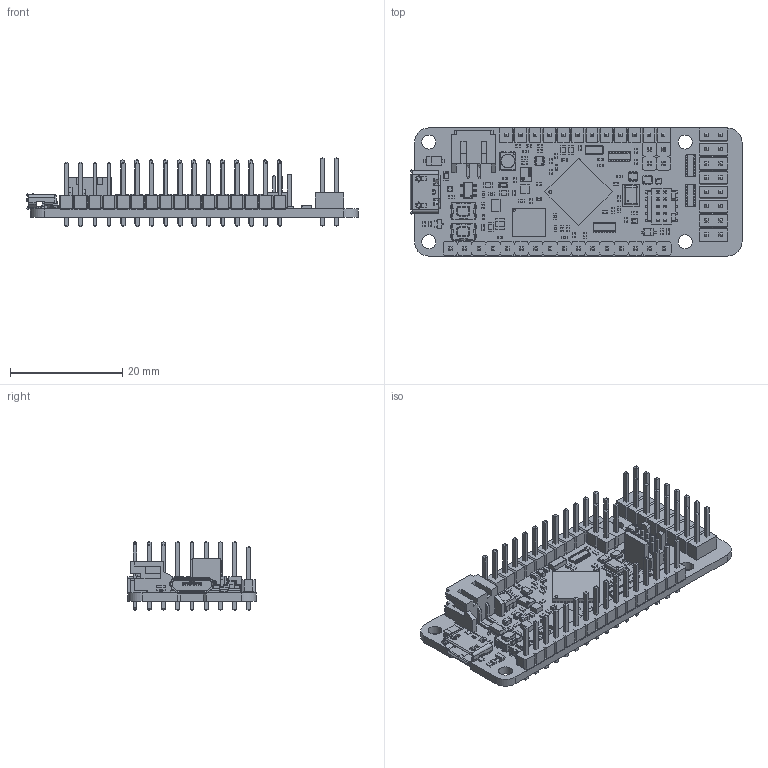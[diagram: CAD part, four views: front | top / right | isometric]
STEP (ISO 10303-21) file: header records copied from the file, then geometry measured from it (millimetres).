
FILE_DESCRIPTION(('KiCad electronic assembly'),'2;1');
FILE_NAME('quickfeather-board.step','2026-02-09T15:54:16',('Pcbnew'),( 'Kicad'),'Open CASCADE STEP processor 7.8','KiCad to STEP converter' ,'Unknown');
FILE_SCHEMA(('AUTOMOTIVE_DESIGN { 1 0 10303 214 1 1 1 1 }'));
Length unit declared in the file: millimetre
Products named in the file (65): quickfeather-board 1; LP2985-33DBVR; Body; PinsArrayL; PinsArrayR; SOD123; R_0402_1005Metric; LED_0603_1608Metric; C_0402_1005Metric; SOT-3; FRAME; SOLID; BODY; C_0603_1608Metric; PinHeader_1x16_P2.54mm_Drill1.1mm; 61301611121; 6130xx11121_PIN; Conn_JST_PH_1x2_S2B-PH-SM4-TB-LF-SN; PinHeader_2x5_P1.27mm_SMD_Latch; _FTSH-105-01-L-DV-K_body; _FTSH-105-01-L-DV-K_pins1; _FTSH-105-01-L-DV-K_pins2; SW_KMR211NGLFS_SMD; Button; Boitier; Tole; Pads; LGA-8_2x2.5mm; Fusion; L_0806_2016Metric; term1; term2; body; QFN-8_2x1.5mm; Extrude; LGA-10_1.6x1.6mm; PinHeader_1x2_P2.54mm; 61300211121; SOT-666; R_Array_8x0602_Panasonic_EXB2HV ...
Assembly tree (142 placements, depth 4):
  quickfeather-board 1
    LP2985-33DBVR
      Body
      PinsArrayL
      PinsArrayR
    SOD123
    R_0402_1005Metric  x37
    LED_0603_1608Metric
    C_0402_1005Metric  x13
    SOT-3  x3
      FRAME
        SOLID
        SOLID
        SOLID
      BODY
    C_0603_1608Metric  x6
    PinHeader_1x16_P2.54mm_Drill1.1mm
      61301611121
      6130xx11121_PIN  x16
    Conn_JST_PH_1x2_S2B-PH-SM4-TB-LF-SN
    PinHeader_2x5_P1.27mm_SMD_Latch
      _FTSH-105-01-L-DV-K_body
      _FTSH-105-01-L-DV-K_pins1
      _FTSH-105-01-L-DV-K_pins2
    SW_KMR211NGLFS_SMD  x2
      Button
      Boitier
      Tole
      Pads
    LGA-8_2x2.5mm
      Fusion
    L_0806_2016Metric
      term1
      term2
      body
    QFN-8_2x1.5mm
      Extrude
    LGA-10_1.6x1.6mm
    PinHeader_1x2_P2.54mm  x2
      61300211121
      6130xx11121_PIN
    SOT-666  x3
    R_Array_8x0602_Panasonic_EXB2HV  x4
      quickfeather-board 1.67.1
    IM69D130
    QFN-64-1EP_8.5x8.5mm_P0.5mm_Lay17x15
    PLCC4_3.2x2.8mm
    sod323
    PinHeader_1x12_P2.54mm_Drill1.1mm
      Body
      LeadsArray
    PinHeader_2x8_P2.54mm_Drill1.1mm
      Body
      LeadsArray
    WSON-8-1EP_6x5mm_P1.27mm_EP3.4x4mm
    SOT-523
    USB-Micro-B_Receptacle_Molex_473460001
      SOLID
      COMPOUND
    ECS-_327-12_5-34B-TR
Bounding box: 59.22 x 22.86 x 12.41 mm (x, y, z)
Volume: 3398.5 mm3; surface area: 8157.7 mm2
Topology: 272 solids, 272 shells, 6457 faces, 16151 edges, 10259 vertices
Faces by surface type: plane 5148, cylinder 1009, bspline 144, sphere 142, cone 14
Full cylindrical faces by diameter (mm): 0.2 x1, 0.25 x1, 0.5 x1, 0.9 x4, 1 x16, 1.1 x28, 1.16 x1, 2.5 x4
Entity records: 121602 total; most frequent: CARTESIAN_POINT 20671, ORIENTED_EDGE 18738, DIRECTION 17580, EDGE_CURVE 9369, LINE 8148, VECTOR 8148, VERTEX_POINT 5993, AXIS2_PLACEMENT_3D 4716
